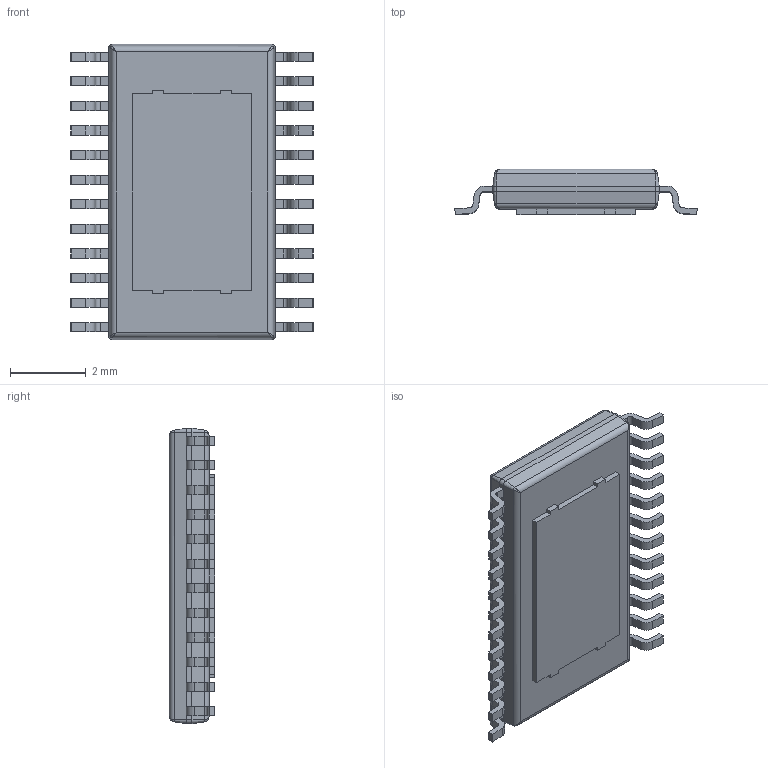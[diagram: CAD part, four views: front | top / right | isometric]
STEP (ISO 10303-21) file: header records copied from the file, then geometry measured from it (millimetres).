
FILE_DESCRIPTION (( 'STEP AP214' ), '1' );
FILE_NAME ('PWP24.STEP', '2020-08-11T03:21:28', ( '' ), ( '' ), 'SwSTEP 2.0', 'SolidWorks 2017', '' );
FILE_SCHEMA (( 'AUTOMOTIVE_DESIGN' ));
Length unit declared in the file: millimetre
Products named in the file (1): PWP24
Bounding box: 6.4 x 1.2 x 7.8 mm (x, y, z)
Volume: 38.8 mm3; surface area: 156 mm2
Topology: 27 solids, 27 shells, 412 faces, 1036 edges, 672 vertices
Faces by surface type: plane 284, cylinder 112, cone 8, bspline 8
Entity records: 14462 total; most frequent: CARTESIAN_POINT 3625, ORIENTED_EDGE 2056, DIRECTION 2022, EDGE_CURVE 1028, LINE 796, VECTOR 796, VERTEX_POINT 672, AXIS2_PLACEMENT_3D 613
